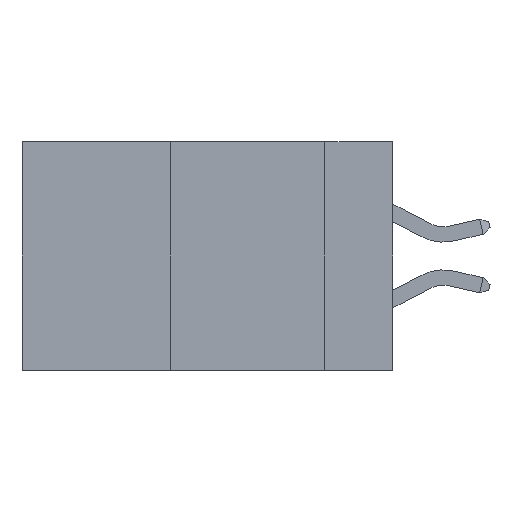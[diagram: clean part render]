
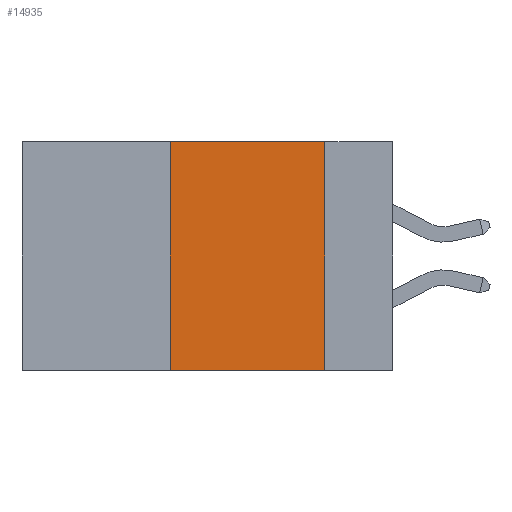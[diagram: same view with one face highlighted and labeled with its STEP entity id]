
A CAD part, left-side view. The second image highlights one B-rep face of the part: STEP entity #14935.
In plain terms, the highlighted planar face has unit normal (-1, 0, 0).
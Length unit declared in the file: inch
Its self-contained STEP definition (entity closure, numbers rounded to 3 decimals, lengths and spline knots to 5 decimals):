
#2200 = DIRECTION ( 'NONE',  ( 1., 0., 0. ) ) ;
#2445 = CARTESIAN_POINT ( 'NONE',  ( 0., 0.36, -0.37 ) ) ;
#2972 = VERTEX_POINT ( 'NONE', #21508 ) ;
#3480 = CARTESIAN_POINT ( 'NONE',  ( 0., 0.6, 0. ) ) ;
#3909 = VERTEX_POINT ( 'NONE', #16837 ) ;
#4364 = LINE ( 'NONE', #3480, #18845 ) ;
#4619 = VECTOR ( 'NONE', #25356, 39.37008 ) ;
#5463 = DIRECTION ( 'NONE',  ( 0., -1., 0. ) ) ;
#5729 = EDGE_CURVE ( 'NONE', #9197, #21671, #6299, .T. ) ;
#6160 = PLANE ( 'NONE',  #10686 ) ;
#6299 = LINE ( 'NONE', #17927, #16149 ) ;
#6569 = ORIENTED_EDGE ( 'NONE', *, *, #15327, .F. ) ;
#7141 = FACE_OUTER_BOUND ( 'NONE', #12579, .T. ) ;
#7304 = LINE ( 'NONE', #18041, #11937 ) ;
#7754 = CARTESIAN_POINT ( 'NONE',  ( 0., 0.11, 0. ) ) ;
#8058 = DIRECTION ( 'NONE',  ( 0., -1., 0. ) ) ;
#9017 = EDGE_CURVE ( 'NONE', #2972, #21671, #10456, .T. ) ;
#9197 = VERTEX_POINT ( 'NONE', #2445 ) ;
#10456 = LINE ( 'NONE', #7754, #4619 ) ;
#10686 = AXIS2_PLACEMENT_3D ( 'NONE', #19909, #2200, #21833 ) ;
#11167 = CARTESIAN_POINT ( 'NONE',  ( 0., 0.11, -0.37 ) ) ;
#11937 = VECTOR ( 'NONE', #19983, 39.37008 ) ;
#12579 = EDGE_LOOP ( 'NONE', ( #21593, #6569, #13031, #18294 ) ) ;
#13031 = ORIENTED_EDGE ( 'NONE', *, *, #20692, .F. ) ;
#14935 = ADVANCED_FACE ( 'NONE', ( #7141 ), #6160, .F. ) ;
#15327 = EDGE_CURVE ( 'NONE', #3909, #2972, #4364, .T. ) ;
#16149 = VECTOR ( 'NONE', #8058, 39.37008 ) ;
#16837 = CARTESIAN_POINT ( 'NONE',  ( 0., 0.36, 0. ) ) ;
#17927 = CARTESIAN_POINT ( 'NONE',  ( 0., 0.6, -0.37 ) ) ;
#18041 = CARTESIAN_POINT ( 'NONE',  ( 0., 0.36, 0. ) ) ;
#18294 = ORIENTED_EDGE ( 'NONE', *, *, #5729, .T. ) ;
#18845 = VECTOR ( 'NONE', #5463, 39.37008 ) ;
#19909 = CARTESIAN_POINT ( 'NONE',  ( 0., 0.6, 0. ) ) ;
#19983 = DIRECTION ( 'NONE',  ( 0., 0., 1. ) ) ;
#20692 = EDGE_CURVE ( 'NONE', #9197, #3909, #7304, .T. ) ;
#21508 = CARTESIAN_POINT ( 'NONE',  ( 0., 0.11, 0. ) ) ;
#21593 = ORIENTED_EDGE ( 'NONE', *, *, #9017, .F. ) ;
#21671 = VERTEX_POINT ( 'NONE', #11167 ) ;
#21833 = DIRECTION ( 'NONE',  ( 0., 0., -1. ) ) ;
#25356 = DIRECTION ( 'NONE',  ( 0., 0., -1. ) ) ;
